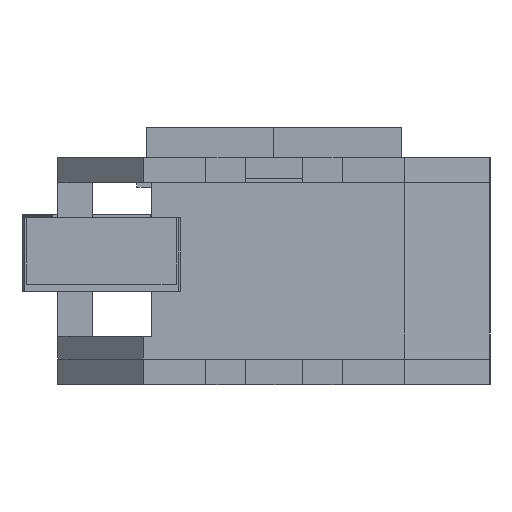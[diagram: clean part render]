
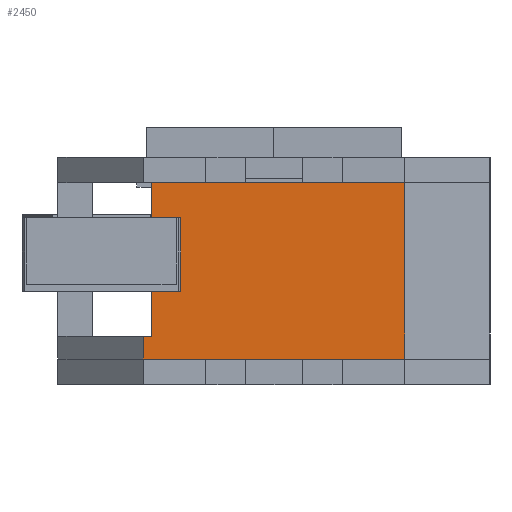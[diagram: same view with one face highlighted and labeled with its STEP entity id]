
A CAD part, left-side view. The second image highlights one B-rep face of the part: STEP entity #2450.
In plain terms, the highlighted planar face has unit normal (-1, 0, 0).
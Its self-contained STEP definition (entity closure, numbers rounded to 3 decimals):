
#93 = LINE ( 'NONE', #4183, #6662 ) ;
#135 = CARTESIAN_POINT ( 'NONE',  ( -82.5, 23., 0. ) ) ;
#386 = VECTOR ( 'NONE', #1380, 1000. ) ;
#412 = VERTEX_POINT ( 'NONE', #5136 ) ;
#500 = ORIENTED_EDGE ( 'NONE', *, *, #3835, .T. ) ;
#623 = ORIENTED_EDGE ( 'NONE', *, *, #4855, .T. ) ;
#711 = VECTOR ( 'NONE', #3003, 1000. ) ;
#720 = CARTESIAN_POINT ( 'NONE',  ( -82.5, 23., 4. ) ) ;
#799 = CARTESIAN_POINT ( 'NONE',  ( -82.5, -23., 0. ) ) ;
#923 = VERTEX_POINT ( 'NONE', #2039 ) ;
#925 = ORIENTED_EDGE ( 'NONE', *, *, #1364, .F. ) ;
#1364 = EDGE_CURVE ( 'NONE', #4452, #412, #1988, .T. ) ;
#1380 = DIRECTION ( 'NONE',  ( 0., -1., 0. ) ) ;
#1514 = DIRECTION ( 'NONE',  ( 0., 1., 0. ) ) ;
#1643 = VERTEX_POINT ( 'NONE', #135 ) ;
#1695 = VERTEX_POINT ( 'NONE', #720 ) ;
#1731 = VECTOR ( 'NONE', #5003, 1000. ) ;
#1920 = LINE ( 'NONE', #6195, #386 ) ;
#1988 = LINE ( 'NONE', #6724, #4189 ) ;
#2039 = CARTESIAN_POINT ( 'NONE',  ( -82.5, 21.499, 4. ) ) ;
#2041 = CARTESIAN_POINT ( 'NONE',  ( -82.5, -23., 31. ) ) ;
#2450 = ADVANCED_FACE ( 'NONE', ( #4641 ), #4224, .F. ) ;
#2761 = AXIS2_PLACEMENT_3D ( 'NONE', #2041, #4150, #3678 ) ;
#2822 = CARTESIAN_POINT ( 'NONE',  ( -82.5, -23., 31. ) ) ;
#2934 = LINE ( 'NONE', #2822, #711 ) ;
#3003 = DIRECTION ( 'NONE',  ( 0., 0., -1. ) ) ;
#3050 = EDGE_CURVE ( 'NONE', #412, #5731, #2934, .T. ) ;
#3519 = CARTESIAN_POINT ( 'NONE',  ( -82.5, 21.499, 31. ) ) ;
#3652 = VECTOR ( 'NONE', #5875, 1000. ) ;
#3678 = DIRECTION ( 'NONE',  ( 0., 0., -1. ) ) ;
#3835 = EDGE_CURVE ( 'NONE', #1695, #1643, #4251, .T. ) ;
#3888 = EDGE_CURVE ( 'NONE', #923, #1695, #93, .T. ) ;
#3915 = EDGE_CURVE ( 'NONE', #923, #4452, #5980, .T. ) ;
#3917 = CARTESIAN_POINT ( 'NONE',  ( -82.5, 21.499, 31. ) ) ;
#3948 = EDGE_LOOP ( 'NONE', ( #5825, #5848, #500, #623, #6037, #925 ) ) ;
#4150 = DIRECTION ( 'NONE',  ( 1., 0., 0. ) ) ;
#4183 = CARTESIAN_POINT ( 'NONE',  ( -82.5, -23., 4. ) ) ;
#4189 = VECTOR ( 'NONE', #6264, 1000. ) ;
#4224 = PLANE ( 'NONE',  #2761 ) ;
#4251 = LINE ( 'NONE', #6392, #3652 ) ;
#4452 = VERTEX_POINT ( 'NONE', #3519 ) ;
#4641 = FACE_OUTER_BOUND ( 'NONE', #3948, .T. ) ;
#4855 = EDGE_CURVE ( 'NONE', #1643, #5731, #1920, .T. ) ;
#5003 = DIRECTION ( 'NONE',  ( 0., 0., 1. ) ) ;
#5136 = CARTESIAN_POINT ( 'NONE',  ( -82.5, -23., 31. ) ) ;
#5731 = VERTEX_POINT ( 'NONE', #799 ) ;
#5825 = ORIENTED_EDGE ( 'NONE', *, *, #3915, .F. ) ;
#5848 = ORIENTED_EDGE ( 'NONE', *, *, #3888, .T. ) ;
#5875 = DIRECTION ( 'NONE',  ( 0., 0., -1. ) ) ;
#5980 = LINE ( 'NONE', #3917, #1731 ) ;
#6037 = ORIENTED_EDGE ( 'NONE', *, *, #3050, .F. ) ;
#6195 = CARTESIAN_POINT ( 'NONE',  ( -82.5, -23., 0. ) ) ;
#6264 = DIRECTION ( 'NONE',  ( 0., -1., 0. ) ) ;
#6392 = CARTESIAN_POINT ( 'NONE',  ( -82.5, 23., 31. ) ) ;
#6662 = VECTOR ( 'NONE', #1514, 1000. ) ;
#6724 = CARTESIAN_POINT ( 'NONE',  ( -82.5, -23., 31. ) ) ;
